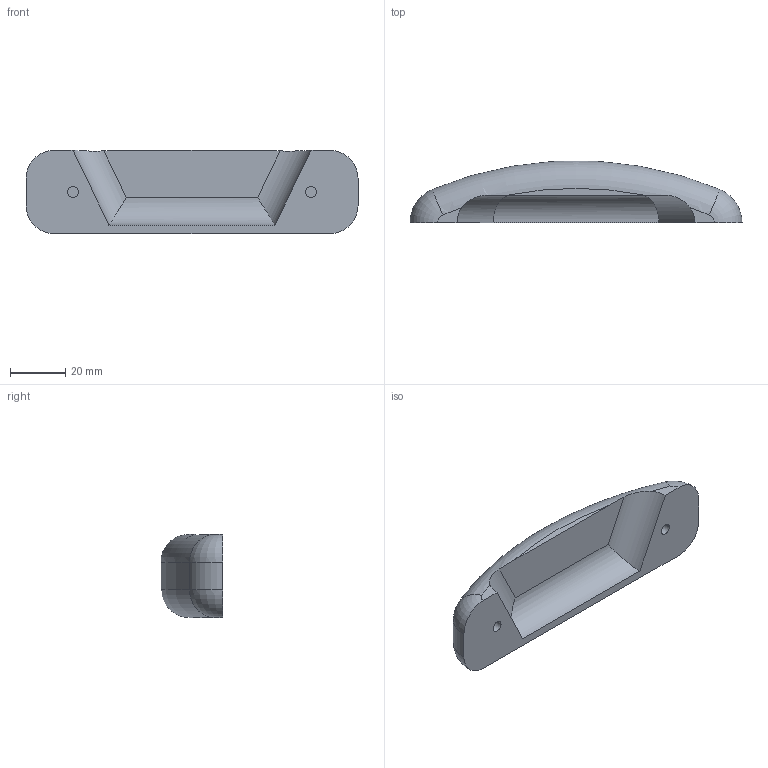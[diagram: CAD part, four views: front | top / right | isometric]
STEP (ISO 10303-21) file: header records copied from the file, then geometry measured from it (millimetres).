
FILE_DESCRIPTION (( 'STEP AP203' ), '1' );
FILE_NAME ('Puxador Modelo Eco.STEP', '2018-03-23T14:48:18', ( 'User2' ), ( '' ), 'SwSTEP 2.0', 'SolidWorks 2007', '' );
FILE_SCHEMA (( 'CONFIG_CONTROL_DESIGN' ));
Length unit declared in the file: millimetre
Products named in the file (1): Puxador Modelo Eco
Bounding box: 120 x 22.25 x 30 mm (x, y, z)
Volume: 40261.4 mm3; surface area: 10733.2 mm2
Topology: 1 solids, 1 shells, 24 faces, 56 edges, 36 vertices
Faces by surface type: cylinder 10, plane 8, torus 6
Entity records: 801 total; most frequent: CARTESIAN_POINT 163, DIRECTION 128, ORIENTED_EDGE 112, EDGE_CURVE 56, AXIS2_PLACEMENT_3D 55, VERTEX_POINT 36, CIRCLE 30, EDGE_LOOP 26
